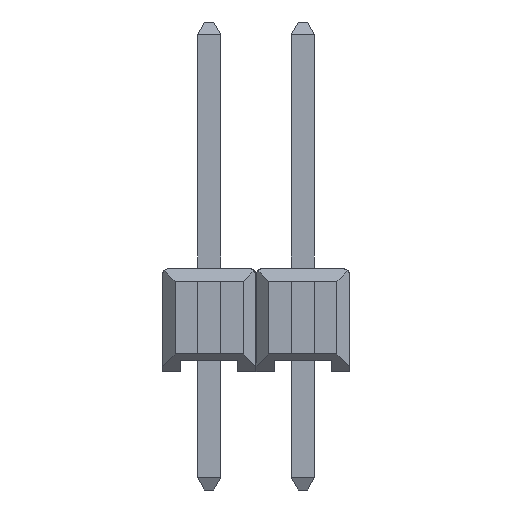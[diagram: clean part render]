
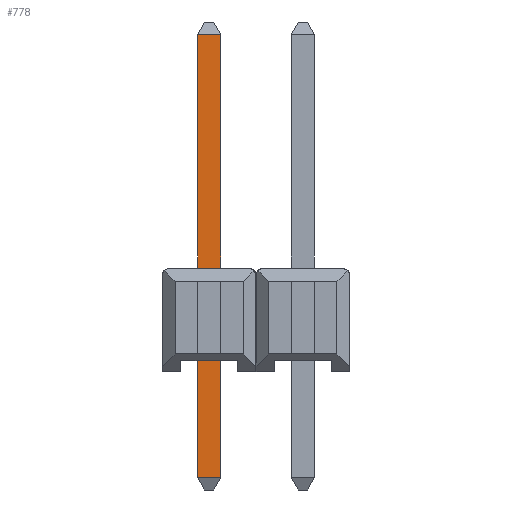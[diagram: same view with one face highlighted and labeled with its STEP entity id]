
A CAD part, left-side view. The second image highlights one B-rep face of the part: STEP entity #778.
In plain terms, the highlighted free-form (B-spline) face has degree [1, 1] with [2, 2] control points.
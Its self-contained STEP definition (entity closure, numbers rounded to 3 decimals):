
#778=ADVANCED_FACE('',(#1502),#24148,.T.);
#1502=FACE_OUTER_BOUND('',#2226,.T.);
#2226=EDGE_LOOP('',(#3020,#3021,#3022,#3023));
#3020=ORIENTED_EDGE('',*,*,#15721,.F.);
#3021=ORIENTED_EDGE('',*,*,#15732,.T.);
#3022=ORIENTED_EDGE('',*,*,#15715,.F.);
#3023=ORIENTED_EDGE('',*,*,#15733,.T.);
#6606=PCURVE('',#24140,#10222);
#6617=PCURVE('',#24143,#10233);
#6636=PCURVE('',#24148,#10252);
#6637=PCURVE('',#24148,#10253);
#6638=PCURVE('',#24148,#10254);
#6639=PCURVE('',#24148,#10255);
#6643=PCURVE('',#24149,#10259);
#6648=PCURVE('',#24151,#10264);
#10222=DEFINITIONAL_REPRESENTATION('',(#17606),#43039);
#10233=DEFINITIONAL_REPRESENTATION('',(#17623),#43039);
#10252=DEFINITIONAL_REPRESENTATION('',(#17652),#43039);
#10253=DEFINITIONAL_REPRESENTATION('',(#17654),#43039);
#10254=DEFINITIONAL_REPRESENTATION('',(#17655),#43039);
#10255=DEFINITIONAL_REPRESENTATION('',(#17657),#43039);
#10259=DEFINITIONAL_REPRESENTATION('',(#17662),#43039);
#10264=DEFINITIONAL_REPRESENTATION('',(#17668),#43039);
#13835=SURFACE_CURVE('',#17605,(#6606,#6638),.PCURVE_S1.);
#13841=SURFACE_CURVE('',#17622,(#6617,#6636),.PCURVE_S1.);
#13852=SURFACE_CURVE('',#17653,(#6637,#6643),.PCURVE_S1.);
#13853=SURFACE_CURVE('',#17656,(#6639,#6648),.PCURVE_S1.);
#15715=EDGE_CURVE('',#22943,#22944,#13835,.T.);
#15721=EDGE_CURVE('',#22947,#22948,#13841,.T.);
#15732=EDGE_CURVE('',#22947,#22944,#13852,.T.);
#15733=EDGE_CURVE('',#22943,#22948,#13853,.T.);
#17605=B_SPLINE_CURVE_WITH_KNOTS('',1,(#24960,#24961),.UNSPECIFIED.,.F.,
 .F.,(2,2),(-0.63,0.),.UNSPECIFIED.);
#17606=B_SPLINE_CURVE_WITH_KNOTS('',1,(#24962,#24963),.UNSPECIFIED.,.F.,
 .F.,(2,2),(-0.63,0.),.UNSPECIFIED.);
#17622=B_SPLINE_CURVE_WITH_KNOTS('',1,(#24994,#24995),.UNSPECIFIED.,.F.,
 .F.,(2,2),(0.,0.63),.UNSPECIFIED.);
#17623=B_SPLINE_CURVE_WITH_KNOTS('',1,(#24996,#24997),.UNSPECIFIED.,.F.,
 .F.,(2,2),(0.,0.63),.UNSPECIFIED.);
#17652=B_SPLINE_CURVE_WITH_KNOTS('',1,(#25054,#25055),.UNSPECIFIED.,.F.,
 .F.,(2,2),(0.,0.63),.UNSPECIFIED.);
#17653=B_SPLINE_CURVE_WITH_KNOTS('',1,(#25056,#25057),.UNSPECIFIED.,.F.,
 .F.,(2,2),(-12.016,0.),.UNSPECIFIED.);
#17654=B_SPLINE_CURVE_WITH_KNOTS('',1,(#25058,#25059),.UNSPECIFIED.,.F.,
 .F.,(2,2),(-12.016,0.),.UNSPECIFIED.);
#17655=B_SPLINE_CURVE_WITH_KNOTS('',1,(#25060,#25061),.UNSPECIFIED.,.F.,
 .F.,(2,2),(-0.63,0.),.UNSPECIFIED.);
#17656=B_SPLINE_CURVE_WITH_KNOTS('',1,(#25062,#25063),.UNSPECIFIED.,.F.,
 .F.,(2,2),(-12.016,0.),.UNSPECIFIED.);
#17657=B_SPLINE_CURVE_WITH_KNOTS('',1,(#25064,#25065),.UNSPECIFIED.,.F.,
 .F.,(2,2),(-12.016,0.),.UNSPECIFIED.);
#17662=B_SPLINE_CURVE_WITH_KNOTS('',1,(#25074,#25075),.UNSPECIFIED.,.F.,
 .F.,(2,2),(-12.016,0.),.UNSPECIFIED.);
#17668=B_SPLINE_CURVE_WITH_KNOTS('',1,(#25086,#25087),.UNSPECIFIED.,.F.,
 .F.,(2,2),(-12.016,0.),.UNSPECIFIED.);
#22943=VERTEX_POINT('',#24915);
#22944=VERTEX_POINT('',#24916);
#22947=VERTEX_POINT('',#24919);
#22948=VERTEX_POINT('',#24920);
#24140=B_SPLINE_SURFACE_WITH_KNOTS('',1,1,((#24862,#24863),(#24864,#24865)),
 .UNSPECIFIED.,.F.,.F.,.F.,(2,2),(2,2),(-0.997,0.997),
(-1.098,1.098),.UNSPECIFIED.);
#24143=B_SPLINE_SURFACE_WITH_KNOTS('',1,1,((#24874,#24875),(#24876,#24877)),
 .UNSPECIFIED.,.F.,.F.,.F.,(2,2),(2,2),(-0.997,0.997),
(-1.098,1.098),.UNSPECIFIED.);
#24148=B_SPLINE_SURFACE_WITH_KNOTS('',1,1,((#24894,#24895),(#24896,#24897)),
 .UNSPECIFIED.,.F.,.F.,.F.,(2,2),(2,2),(-7.329,7.329),
(-1.098,1.098),.UNSPECIFIED.);
#24149=B_SPLINE_SURFACE_WITH_KNOTS('',1,1,((#24898,#24899),(#24900,#24901)),
 .UNSPECIFIED.,.F.,.F.,.F.,(2,2),(2,2),(-0.325,0.325),
(-6.153,6.153),.UNSPECIFIED.);
#24151=B_SPLINE_SURFACE_WITH_KNOTS('',1,1,((#24906,#24907),(#24908,#24909)),
 .UNSPECIFIED.,.F.,.F.,.F.,(2,2),(2,2),(-6.154,6.154),
(-0.325,0.325),.UNSPECIFIED.);
#24862=CARTESIAN_POINT('',(-3.245,3.638,-2.159));
#24863=CARTESIAN_POINT('',(-3.245,1.442,-2.159));
#24864=CARTESIAN_POINT('',(-2.274,3.638,-3.901));
#24865=CARTESIAN_POINT('',(-2.274,1.442,-3.901));
#24874=CARTESIAN_POINT('',(-2.273,3.638,10.196));
#24875=CARTESIAN_POINT('',(-2.273,1.442,10.196));
#24876=CARTESIAN_POINT('',(-3.247,3.638,8.456));
#24877=CARTESIAN_POINT('',(-3.247,1.442,8.456));
#24894=CARTESIAN_POINT('',(-2.855,3.638,10.477));
#24895=CARTESIAN_POINT('',(-2.855,1.442,10.477));
#24896=CARTESIAN_POINT('',(-2.855,3.638,-4.182));
#24897=CARTESIAN_POINT('',(-2.855,1.442,-4.182));
#24898=CARTESIAN_POINT('',(-2.865,2.855,9.326));
#24899=CARTESIAN_POINT('',(-2.865,2.855,-2.981));
#24900=CARTESIAN_POINT('',(-2.215,2.855,9.326));
#24901=CARTESIAN_POINT('',(-2.215,2.855,-2.981));
#24906=CARTESIAN_POINT('',(-2.865,2.225,9.326));
#24907=CARTESIAN_POINT('',(-2.215,2.225,9.326));
#24908=CARTESIAN_POINT('',(-2.865,2.225,-2.981));
#24909=CARTESIAN_POINT('',(-2.215,2.225,-2.981));
#24915=CARTESIAN_POINT('',(-2.855,2.225,-2.86));
#24916=CARTESIAN_POINT('',(-2.855,2.855,-2.86));
#24919=CARTESIAN_POINT('',(-2.855,2.855,9.156));
#24920=CARTESIAN_POINT('',(-2.855,2.225,9.156));
#24960=CARTESIAN_POINT('',(-2.855,2.225,-2.86));
#24961=CARTESIAN_POINT('',(-2.855,2.855,-2.86));
#24962=CARTESIAN_POINT('',(-0.195,0.315));
#24963=CARTESIAN_POINT('',(-0.195,-0.315));
#24994=CARTESIAN_POINT('',(-2.855,2.855,9.156));
#24995=CARTESIAN_POINT('',(-2.855,2.225,9.156));
#24996=CARTESIAN_POINT('',(0.195,-0.315));
#24997=CARTESIAN_POINT('',(0.195,0.315));
#25054=CARTESIAN_POINT('',(-6.008,-0.315));
#25055=CARTESIAN_POINT('',(-6.008,0.315));
#25056=CARTESIAN_POINT('',(-2.855,2.855,9.156));
#25057=CARTESIAN_POINT('',(-2.855,2.855,-2.86));
#25058=CARTESIAN_POINT('',(-6.008,-0.315));
#25059=CARTESIAN_POINT('',(6.008,-0.315));
#25060=CARTESIAN_POINT('',(6.008,0.315));
#25061=CARTESIAN_POINT('',(6.008,-0.315));
#25062=CARTESIAN_POINT('',(-2.855,2.225,-2.86));
#25063=CARTESIAN_POINT('',(-2.855,2.225,9.156));
#25064=CARTESIAN_POINT('',(6.008,0.315));
#25065=CARTESIAN_POINT('',(-6.008,0.315));
#25074=CARTESIAN_POINT('',(-0.315,-5.983));
#25075=CARTESIAN_POINT('',(-0.315,6.033));
#25086=CARTESIAN_POINT('',(6.033,-0.315));
#25087=CARTESIAN_POINT('',(-5.983,-0.315));
#43039=(
GEOMETRIC_REPRESENTATION_CONTEXT(2)
PARAMETRIC_REPRESENTATION_CONTEXT()
REPRESENTATION_CONTEXT('pspace','')
);
